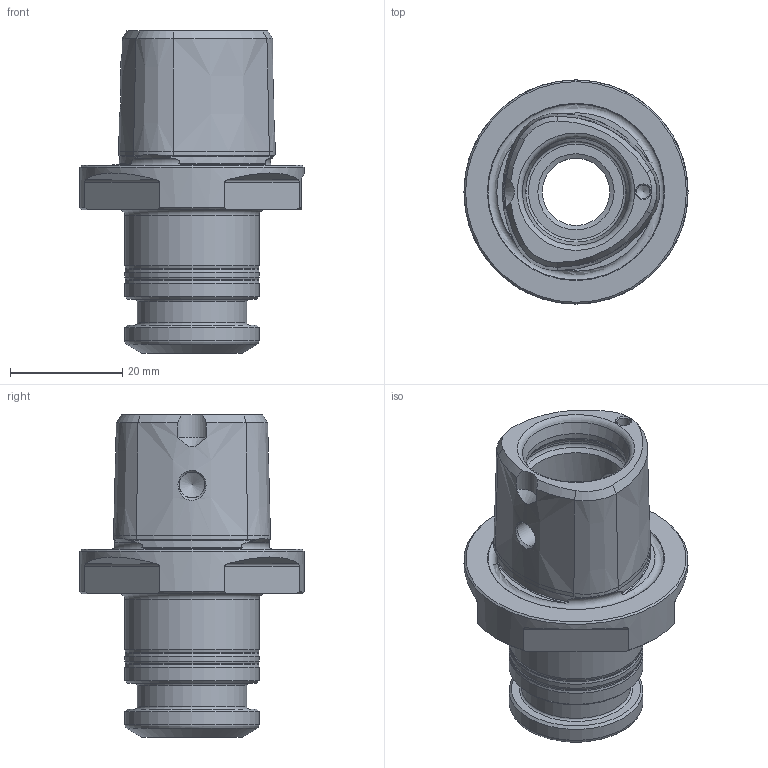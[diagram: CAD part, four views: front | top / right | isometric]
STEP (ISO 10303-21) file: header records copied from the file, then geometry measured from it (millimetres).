
FILE_DESCRIPTION(/* description */ (''),/* implementation_level */ '2;1');
FILE_NAME(/* name */ '280471500.stp',/* time_stamp */ '2021-08-03T11:37:40',/* author */ ('LRA'),/* organization */ ('REGO-FIX'),/* preprocessor_version */ ' Unknown',/* originating_system */ 'SIEMENS PLM Software Solid Edge ST10',/* authorization */ 'Unknown');
FILE_SCHEMA (('AUTOMOTIVE_DESIGN { 1 0 10303 214 2 1 1}'));
Length unit declared in the file: millimetre
Products named in the file (1): NOCUT
Bounding box: 40 x 40 x 57.5 mm (x, y, z)
Volume: 22592.2 mm3; surface area: 10001.8 mm2
Topology: 1 solids, 1 shells, 124 faces, 306 edges, 188 vertices
Faces by surface type: cone 71, plane 21, cylinder 20, torus 12
Full cylindrical faces by diameter (mm): 2.4 x1, 4.6 x2, 12 x1, 15 x1, 18 x2, 19.5 x1, 20 x1, 23.965 x4, 40 x1
Entity records: 3466 total; most frequent: CARTESIAN_POINT 821, DIRECTION 551, ORIENTED_EDGE 488, AXIS2_PLACEMENT_3D 248, EDGE_CURVE 244, FACE_BOUND 179, EDGE_LOOP 177, VERTEX_POINT 173
